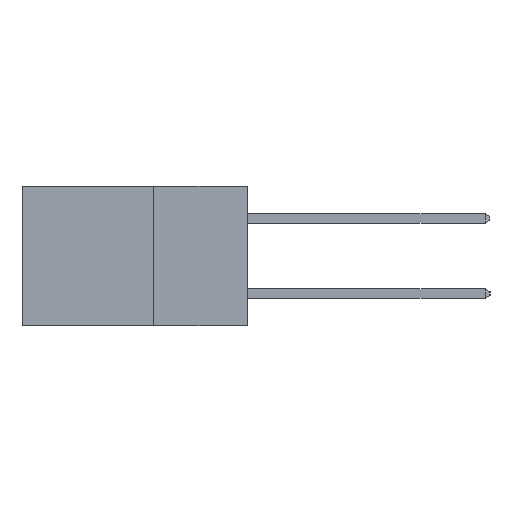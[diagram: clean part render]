
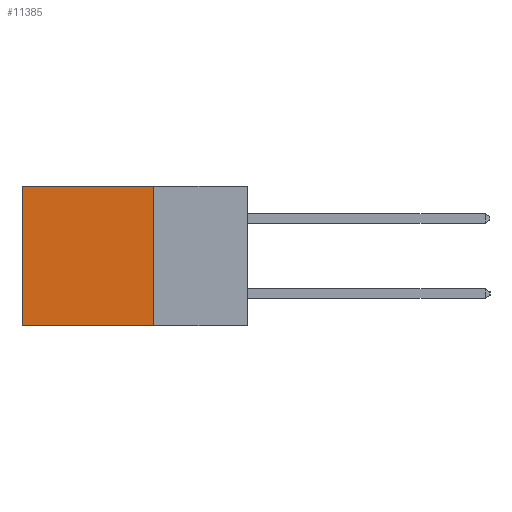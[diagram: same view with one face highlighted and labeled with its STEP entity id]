
A CAD part, left-side view. The second image highlights one B-rep face of the part: STEP entity #11385.
In plain terms, the highlighted planar face has unit normal (-1, 0, 0).
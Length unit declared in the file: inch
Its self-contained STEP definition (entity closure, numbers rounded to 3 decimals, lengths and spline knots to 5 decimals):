
#34 = EDGE_CURVE ( 'NONE', #13404, #394, #6367, .T. ) ;
#394 = VERTEX_POINT ( 'NONE', #18701 ) ;
#996 = VERTEX_POINT ( 'NONE', #5495 ) ;
#1246 = DIRECTION ( 'NONE',  ( 0., 0., -1. ) ) ;
#2125 = EDGE_CURVE ( 'NONE', #15843, #996, #11939, .T. ) ;
#2785 = CARTESIAN_POINT ( 'NONE',  ( 0.2615, 0.25, 0. ) ) ;
#2847 = CARTESIAN_POINT ( 'NONE',  ( 0.2615, 0.25, -0.37 ) ) ;
#2990 = VECTOR ( 'NONE', #18567, 39.37008 ) ;
#3013 = AXIS2_PLACEMENT_3D ( 'NONE', #2847, #13058, #4387 ) ;
#3332 = CARTESIAN_POINT ( 'NONE',  ( 0.2615, 0.6, 0. ) ) ;
#3377 = CARTESIAN_POINT ( 'NONE',  ( 0.2615, 0.6, -0.37 ) ) ;
#3885 = ORIENTED_EDGE ( 'NONE', *, *, #3894, .F. ) ;
#3894 = EDGE_CURVE ( 'NONE', #394, #996, #7162, .T. ) ;
#4387 = DIRECTION ( 'NONE',  ( 0., 0., -1. ) ) ;
#5495 = CARTESIAN_POINT ( 'NONE',  ( 0.2615, 0.6, -0.37 ) ) ;
#6367 = LINE ( 'NONE', #14738, #17720 ) ;
#6705 = VECTOR ( 'NONE', #15044, 39.37008 ) ;
#7162 = LINE ( 'NONE', #15089, #6705 ) ;
#8636 = CARTESIAN_POINT ( 'NONE',  ( 0.2615, 0.25, 0. ) ) ;
#9396 = EDGE_LOOP ( 'NONE', ( #14181, #3885, #13235, #14635 ) ) ;
#10954 = DIRECTION ( 'NONE',  ( 0., 0., -1. ) ) ;
#11175 = FACE_OUTER_BOUND ( 'NONE', #9396, .T. ) ;
#11385 = ADVANCED_FACE ( 'NONE', ( #11175 ), #11625, .F. ) ;
#11625 = PLANE ( 'NONE',  #3013 ) ;
#11939 = LINE ( 'NONE', #3377, #14798 ) ;
#13058 = DIRECTION ( 'NONE',  ( 1., 0., 0. ) ) ;
#13235 = ORIENTED_EDGE ( 'NONE', *, *, #34, .F. ) ;
#13404 = VERTEX_POINT ( 'NONE', #2785 ) ;
#14181 = ORIENTED_EDGE ( 'NONE', *, *, #2125, .T. ) ;
#14635 = ORIENTED_EDGE ( 'NONE', *, *, #17695, .T. ) ;
#14738 = CARTESIAN_POINT ( 'NONE',  ( 0.2615, 0.25, -0.37 ) ) ;
#14798 = VECTOR ( 'NONE', #1246, 39.37008 ) ;
#15044 = DIRECTION ( 'NONE',  ( 0., 1., 0. ) ) ;
#15089 = CARTESIAN_POINT ( 'NONE',  ( 0.2615, 0.25, -0.37 ) ) ;
#15843 = VERTEX_POINT ( 'NONE', #3332 ) ;
#17431 = LINE ( 'NONE', #8636, #2990 ) ;
#17695 = EDGE_CURVE ( 'NONE', #13404, #15843, #17431, .T. ) ;
#17720 = VECTOR ( 'NONE', #10954, 39.37008 ) ;
#18567 = DIRECTION ( 'NONE',  ( 0., 1., 0. ) ) ;
#18701 = CARTESIAN_POINT ( 'NONE',  ( 0.2615, 0.25, -0.37 ) ) ;
